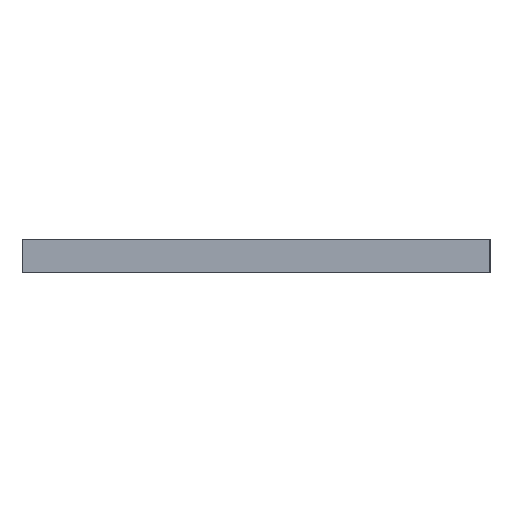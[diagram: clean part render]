
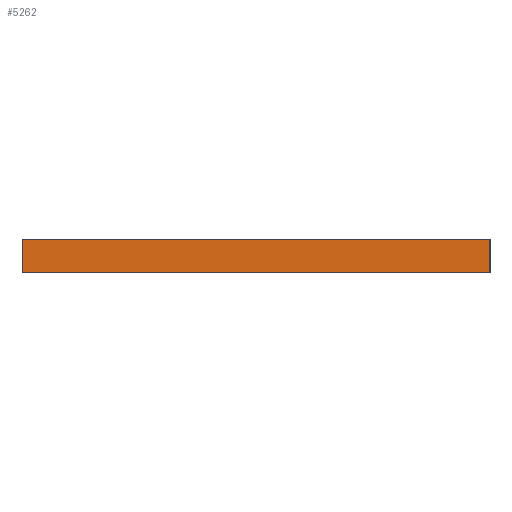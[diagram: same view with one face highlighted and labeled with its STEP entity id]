
A CAD part, left-side view. The second image highlights one B-rep face of the part: STEP entity #5262.
In plain terms, the highlighted planar face has unit normal (-1, 0, 0).
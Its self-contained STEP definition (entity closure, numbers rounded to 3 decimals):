
#83 = PLANE('',#84);
#84 = AXIS2_PLACEMENT_3D('',#85,#86,#87);
#85 = CARTESIAN_POINT('',(11.887,11.,1.58));
#86 = DIRECTION('',(-0.,-0.,-1.));
#87 = DIRECTION('',(-1.,0.,0.));
#137 = PLANE('',#138);
#138 = AXIS2_PLACEMENT_3D('',#139,#140,#141);
#139 = CARTESIAN_POINT('',(11.887,11.,0.));
#140 = DIRECTION('',(-0.,-0.,-1.));
#141 = DIRECTION('',(-1.,0.,0.));
#170 = PLANE('',#171);
#171 = AXIS2_PLACEMENT_3D('',#172,#173,#174);
#172 = CARTESIAN_POINT('',(0.,22.,0.));
#173 = DIRECTION('',(0.,1.,0.));
#174 = DIRECTION('',(1.,0.,0.));
#470 = VERTEX_POINT('',#471);
#471 = CARTESIAN_POINT('',(0.,-0.,0.));
#485 = PLANE('',#486);
#486 = AXIS2_PLACEMENT_3D('',#487,#488,#489);
#487 = CARTESIAN_POINT('',(16.3,0.,0.));
#488 = DIRECTION('',(0.,-1.,0.));
#489 = DIRECTION('',(-1.,0.,0.));
#497 = EDGE_CURVE('',#470,#498,#500,.T.);
#498 = VERTEX_POINT('',#499);
#499 = CARTESIAN_POINT('',(0.,22.,0.));
#500 = SURFACE_CURVE('',#501,(#505,#512),.PCURVE_S1.);
#501 = LINE('',#502,#503);
#502 = CARTESIAN_POINT('',(0.,-0.,0.));
#503 = VECTOR('',#504,1.);
#504 = DIRECTION('',(0.,1.,0.));
#505 = PCURVE('',#137,#506);
#506 = DEFINITIONAL_REPRESENTATION('',(#507),#511);
#507 = LINE('',#508,#509);
#508 = CARTESIAN_POINT('',(11.887,-11.));
#509 = VECTOR('',#510,1.);
#510 = DIRECTION('',(0.,1.));
#511 = ( GEOMETRIC_REPRESENTATION_CONTEXT(2) 
PARAMETRIC_REPRESENTATION_CONTEXT() REPRESENTATION_CONTEXT('2D SPACE',''
  ) );
#512 = PCURVE('',#513,#518);
#513 = PLANE('',#514);
#514 = AXIS2_PLACEMENT_3D('',#515,#516,#517);
#515 = CARTESIAN_POINT('',(0.,0.,0.));
#516 = DIRECTION('',(-1.,0.,0.));
#517 = DIRECTION('',(0.,1.,0.));
#518 = DEFINITIONAL_REPRESENTATION('',(#519),#523);
#519 = LINE('',#520,#521);
#520 = CARTESIAN_POINT('',(0.,0.));
#521 = VECTOR('',#522,1.);
#522 = DIRECTION('',(1.,0.));
#523 = ( GEOMETRIC_REPRESENTATION_CONTEXT(2) 
PARAMETRIC_REPRESENTATION_CONTEXT() REPRESENTATION_CONTEXT('2D SPACE',''
  ) );
#3124 = VERTEX_POINT('',#3125);
#3125 = CARTESIAN_POINT('',(0.,0.,1.58));
#3146 = EDGE_CURVE('',#3124,#3147,#3149,.T.);
#3147 = VERTEX_POINT('',#3148);
#3148 = CARTESIAN_POINT('',(0.,22.,1.58));
#3149 = SURFACE_CURVE('',#3150,(#3154,#3161),.PCURVE_S1.);
#3150 = LINE('',#3151,#3152);
#3151 = CARTESIAN_POINT('',(0.,0.,1.58));
#3152 = VECTOR('',#3153,1.);
#3153 = DIRECTION('',(0.,1.,0.));
#3154 = PCURVE('',#83,#3155);
#3155 = DEFINITIONAL_REPRESENTATION('',(#3156),#3160);
#3156 = LINE('',#3157,#3158);
#3157 = CARTESIAN_POINT('',(11.887,-11.));
#3158 = VECTOR('',#3159,1.);
#3159 = DIRECTION('',(0.,1.));
#3160 = ( GEOMETRIC_REPRESENTATION_CONTEXT(2) 
PARAMETRIC_REPRESENTATION_CONTEXT() REPRESENTATION_CONTEXT('2D SPACE',''
  ) );
#3161 = PCURVE('',#513,#3162);
#3162 = DEFINITIONAL_REPRESENTATION('',(#3163),#3167);
#3163 = LINE('',#3164,#3165);
#3164 = CARTESIAN_POINT('',(0.,-1.58));
#3165 = VECTOR('',#3166,1.);
#3166 = DIRECTION('',(1.,0.));
#3167 = ( GEOMETRIC_REPRESENTATION_CONTEXT(2) 
PARAMETRIC_REPRESENTATION_CONTEXT() REPRESENTATION_CONTEXT('2D SPACE',''
  ) );
#5212 = EDGE_CURVE('',#498,#3147,#5213,.T.);
#5213 = SURFACE_CURVE('',#5214,(#5218,#5225),.PCURVE_S1.);
#5214 = LINE('',#5215,#5216);
#5215 = CARTESIAN_POINT('',(0.,22.,0.));
#5216 = VECTOR('',#5217,1.);
#5217 = DIRECTION('',(0.,0.,1.));
#5218 = PCURVE('',#170,#5219);
#5219 = DEFINITIONAL_REPRESENTATION('',(#5220),#5224);
#5220 = LINE('',#5221,#5222);
#5221 = CARTESIAN_POINT('',(0.,0.));
#5222 = VECTOR('',#5223,1.);
#5223 = DIRECTION('',(0.,-1.));
#5224 = ( GEOMETRIC_REPRESENTATION_CONTEXT(2) 
PARAMETRIC_REPRESENTATION_CONTEXT() REPRESENTATION_CONTEXT('2D SPACE',''
  ) );
#5225 = PCURVE('',#513,#5226);
#5226 = DEFINITIONAL_REPRESENTATION('',(#5227),#5231);
#5227 = LINE('',#5228,#5229);
#5228 = CARTESIAN_POINT('',(22.,0.));
#5229 = VECTOR('',#5230,1.);
#5230 = DIRECTION('',(0.,-1.));
#5231 = ( GEOMETRIC_REPRESENTATION_CONTEXT(2) 
PARAMETRIC_REPRESENTATION_CONTEXT() REPRESENTATION_CONTEXT('2D SPACE',''
  ) );
#5262 = ADVANCED_FACE('',(#5263),#513,.T.);
#5263 = FACE_BOUND('',#5264,.T.);
#5264 = EDGE_LOOP('',(#5265,#5286,#5287,#5288));
#5265 = ORIENTED_EDGE('',*,*,#5266,.T.);
#5266 = EDGE_CURVE('',#470,#3124,#5267,.T.);
#5267 = SURFACE_CURVE('',#5268,(#5272,#5279),.PCURVE_S1.);
#5268 = LINE('',#5269,#5270);
#5269 = CARTESIAN_POINT('',(0.,-0.,0.));
#5270 = VECTOR('',#5271,1.);
#5271 = DIRECTION('',(0.,0.,1.));
#5272 = PCURVE('',#513,#5273);
#5273 = DEFINITIONAL_REPRESENTATION('',(#5274),#5278);
#5274 = LINE('',#5275,#5276);
#5275 = CARTESIAN_POINT('',(0.,0.));
#5276 = VECTOR('',#5277,1.);
#5277 = DIRECTION('',(0.,-1.));
#5278 = ( GEOMETRIC_REPRESENTATION_CONTEXT(2) 
PARAMETRIC_REPRESENTATION_CONTEXT() REPRESENTATION_CONTEXT('2D SPACE',''
  ) );
#5279 = PCURVE('',#485,#5280);
#5280 = DEFINITIONAL_REPRESENTATION('',(#5281),#5285);
#5281 = LINE('',#5282,#5283);
#5282 = CARTESIAN_POINT('',(16.3,0.));
#5283 = VECTOR('',#5284,1.);
#5284 = DIRECTION('',(0.,-1.));
#5285 = ( GEOMETRIC_REPRESENTATION_CONTEXT(2) 
PARAMETRIC_REPRESENTATION_CONTEXT() REPRESENTATION_CONTEXT('2D SPACE',''
  ) );
#5286 = ORIENTED_EDGE('',*,*,#3146,.T.);
#5287 = ORIENTED_EDGE('',*,*,#5212,.F.);
#5288 = ORIENTED_EDGE('',*,*,#497,.F.);
